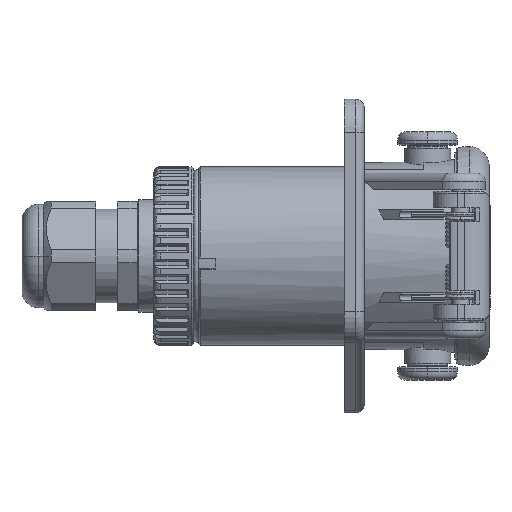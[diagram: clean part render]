
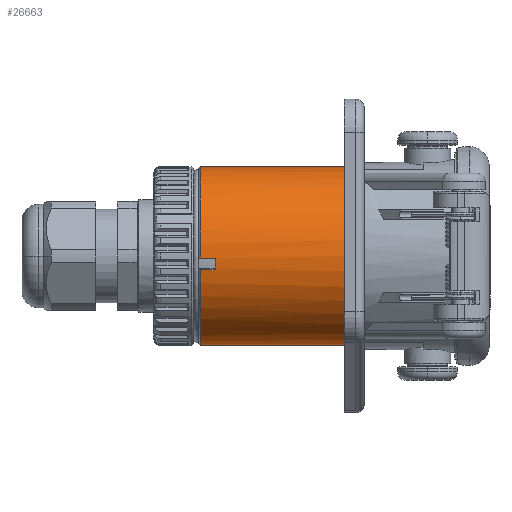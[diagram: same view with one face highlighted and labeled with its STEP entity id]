
A CAD part, front view. The second image highlights one B-rep face of the part: STEP entity #26663.
In plain terms, the highlighted cylindrical face has radius 27 mm (diameter 54 mm), a partial arc.
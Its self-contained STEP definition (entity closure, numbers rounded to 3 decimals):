
#4313=CARTESIAN_POINT('',(44.,0.,0.));
#4314=DIRECTION('',(1.,0.,0.));
#4315=DIRECTION('',(0.,0.,1.));
#4316=AXIS2_PLACEMENT_3D('',#4313,#4314,#4315);
#4515=DIRECTION('',(1.,0.,0.));
#4516=VECTOR('',#4515,43.5);
#4517=CARTESIAN_POINT('',(0.5,0.,27.));
#4518=LINE('',#4517,#4516);
#4519=DIRECTION('',(1.,0.,0.));
#4520=VECTOR('',#4519,43.5);
#4521=CARTESIAN_POINT('',(0.5,0.,-27.));
#4522=LINE('',#4521,#4520);
#4523=DIRECTION('',(-1.,0.,0.));
#4524=VECTOR('',#4523,4.5);
#4525=CARTESIAN_POINT('',(5.,-26.993,-0.605));
#4526=LINE('',#4525,#4524);
#4527=CARTESIAN_POINT('',(0.5,0.,0.));
#4528=DIRECTION('',(1.,0.,0.));
#4529=DIRECTION('',(0.,0.,1.));
#4530=AXIS2_PLACEMENT_3D('',#4527,#4528,#4529);
#4573=CARTESIAN_POINT('',(5.,0.,0.));
#4574=DIRECTION('',(-1.,0.,0.));
#4575=DIRECTION('',(0.,-0.988,-0.152));
#4576=AXIS2_PLACEMENT_3D('',#4573,#4574,#4575);
#4595=DIRECTION('',(-1.,0.,0.));
#4596=VECTOR('',#4595,4.5);
#4597=CARTESIAN_POINT('',(5.,-26.688,-4.092));
#4598=LINE('',#4597,#4596);
#4599=CARTESIAN_POINT('',(0.5,0.,0.));
#4600=DIRECTION('',(1.,0.,0.));
#4601=DIRECTION('',(0.,-0.988,-0.152));
#4602=AXIS2_PLACEMENT_3D('',#4599,#4600,#4601);
#18537=CARTESIAN_POINT('',(44.,0.,27.));
#18538=CARTESIAN_POINT('',(44.,0.,-27.));
#18539=VERTEX_POINT('',#18537);
#18540=VERTEX_POINT('',#18538);
#19179=CARTESIAN_POINT('',(5.,-26.688,-4.092));
#19180=CARTESIAN_POINT('',(5.,-26.993,-0.605));
#19181=VERTEX_POINT('',#19179);
#19182=VERTEX_POINT('',#19180);
#19215=CARTESIAN_POINT('',(0.5,0.,27.));
#19216=CARTESIAN_POINT('',(0.5,-26.993,-0.605));
#19217=VERTEX_POINT('',#19215);
#19218=VERTEX_POINT('',#19216);
#19227=CARTESIAN_POINT('',(0.5,-26.688,-4.092));
#19228=CARTESIAN_POINT('',(0.5,0.,-27.));
#19229=VERTEX_POINT('',#19227);
#19230=VERTEX_POINT('',#19228);
#26641=CARTESIAN_POINT('',(84.,0.,0.));
#26642=DIRECTION('',(-1.,0.,0.));
#26643=DIRECTION('',(0.,0.,-1.));
#26644=AXIS2_PLACEMENT_3D('',#26641,#26642,#26643);
#26645=CYLINDRICAL_SURFACE('',#26644,27.);
#26647=ORIENTED_EDGE('',*,*,#26646,.T.);
#26649=ORIENTED_EDGE('',*,*,#26648,.F.);
#26651=ORIENTED_EDGE('',*,*,#26650,.T.);
#26652=ORIENTED_EDGE('',*,*,#26414,.T.);
#26654=ORIENTED_EDGE('',*,*,#26653,.F.);
#26656=ORIENTED_EDGE('',*,*,#26655,.F.);
#26658=ORIENTED_EDGE('',*,*,#26657,.F.);
#26660=ORIENTED_EDGE('',*,*,#26659,.T.);
#26661=EDGE_LOOP('',(#26647,#26649,#26651,#26652,#26654,#26656,#26658,#26660));
#26662=FACE_OUTER_BOUND('',#26661,.F.);
#26663=ADVANCED_FACE('',(#26662),#26645,.T.);
#4317=CIRCLE('',#4316,27.);
#4531=CIRCLE('',#4530,27.);
#4577=CIRCLE('',#4576,27.);
#4603=CIRCLE('',#4602,27.);
#26414=EDGE_CURVE('',#18539,#18540,#4317,.T.);
#26646=EDGE_CURVE('',#19182,#19218,#4526,.T.);
#26648=EDGE_CURVE('',#19217,#19218,#4531,.T.);
#26650=EDGE_CURVE('',#19217,#18539,#4518,.T.);
#26653=EDGE_CURVE('',#19230,#18540,#4522,.T.);
#26655=EDGE_CURVE('',#19229,#19230,#4603,.T.);
#26657=EDGE_CURVE('',#19181,#19229,#4598,.T.);
#26659=EDGE_CURVE('',#19181,#19182,#4577,.T.);
